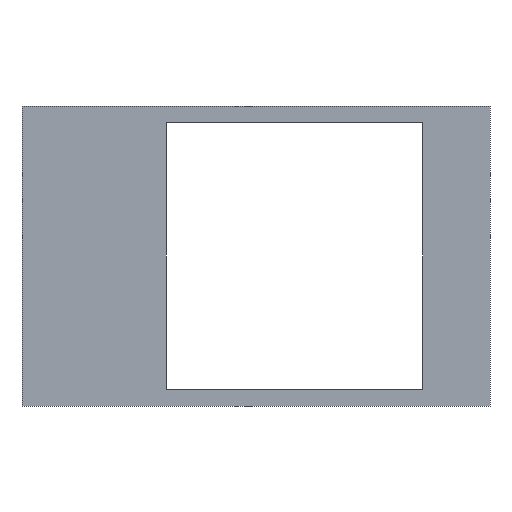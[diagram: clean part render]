
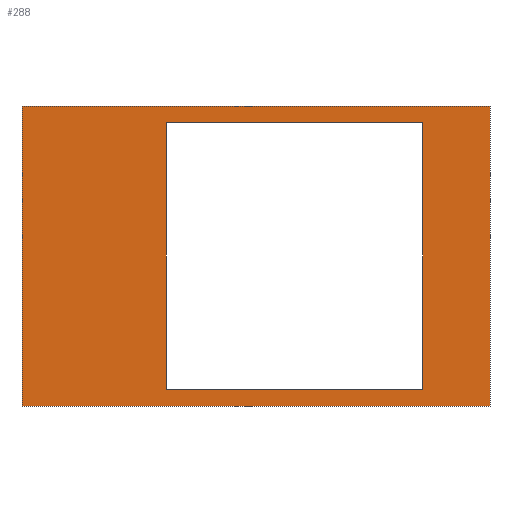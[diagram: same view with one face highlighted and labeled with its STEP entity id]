
A CAD part, front view. The second image highlights one B-rep face of the part: STEP entity #288.
In plain terms, the highlighted planar face has unit normal (0, -1, 0).
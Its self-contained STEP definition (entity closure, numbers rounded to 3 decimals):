
#21=FACE_BOUND('',#54,.T.);
#36=FACE_OUTER_BOUND('',#53,.T.);
#53=EDGE_LOOP('',(#251,#252,#253,#254));
#54=EDGE_LOOP('',(#255,#256,#257,#258));
#71=LINE('',#430,#107);
#74=LINE('',#435,#110);
#76=LINE('',#439,#112);
#78=LINE('',#442,#114);
#81=LINE('',#450,#117);
#83=LINE('',#454,#119);
#87=LINE('',#462,#123);
#90=LINE('',#466,#126);
#107=VECTOR('',#352,10.);
#110=VECTOR('',#357,10.);
#112=VECTOR('',#361,10.);
#114=VECTOR('',#365,10.);
#117=VECTOR('',#370,10.);
#119=VECTOR('',#374,10.);
#123=VECTOR('',#380,10.);
#126=VECTOR('',#385,10.);
#139=VERTEX_POINT('',#428);
#140=VERTEX_POINT('',#429);
#141=VERTEX_POINT('',#434);
#142=VERTEX_POINT('',#438);
#145=VERTEX_POINT('',#447);
#146=VERTEX_POINT('',#449);
#147=VERTEX_POINT('',#453);
#150=VERTEX_POINT('',#461);
#167=EDGE_CURVE('',#139,#140,#71,.T.);
#170=EDGE_CURVE('',#140,#141,#74,.T.);
#172=EDGE_CURVE('',#141,#142,#76,.T.);
#174=EDGE_CURVE('',#142,#139,#78,.T.);
#177=EDGE_CURVE('',#145,#146,#81,.T.);
#179=EDGE_CURVE('',#147,#146,#83,.T.);
#183=EDGE_CURVE('',#147,#150,#87,.T.);
#186=EDGE_CURVE('',#145,#150,#90,.T.);
#251=ORIENTED_EDGE('',*,*,#174,.T.);
#252=ORIENTED_EDGE('',*,*,#167,.T.);
#253=ORIENTED_EDGE('',*,*,#170,.T.);
#254=ORIENTED_EDGE('',*,*,#172,.T.);
#255=ORIENTED_EDGE('',*,*,#186,.T.);
#256=ORIENTED_EDGE('',*,*,#183,.F.);
#257=ORIENTED_EDGE('',*,*,#179,.T.);
#258=ORIENTED_EDGE('',*,*,#177,.F.);
#273=PLANE('',#318);
#288=ADVANCED_FACE('',(#36,#21),#273,.T.);
#318=AXIS2_PLACEMENT_3D('',#468,#388,#389);
#352=DIRECTION('',(1.,0.,0.));
#357=DIRECTION('',(0.,0.,1.));
#361=DIRECTION('',(-1.,0.,0.));
#365=DIRECTION('',(0.,0.,-1.));
#370=DIRECTION('',(0.,0.,1.));
#374=DIRECTION('',(1.,0.,0.));
#380=DIRECTION('',(0.,0.,-1.));
#385=DIRECTION('',(-1.,0.,0.));
#388=DIRECTION('center_axis',(0.,-1.,0.));
#389=DIRECTION('ref_axis',(0.,0.,-1.));
#428=CARTESIAN_POINT('',(-5.,-3.5,-5.));
#429=CARTESIAN_POINT('',(190.,-3.5,-5.));
#430=CARTESIAN_POINT('',(-5.,-3.5,-5.));
#434=CARTESIAN_POINT('',(190.,-3.5,120.));
#435=CARTESIAN_POINT('',(190.,-3.5,-5.));
#438=CARTESIAN_POINT('',(-5.,-3.5,120.));
#439=CARTESIAN_POINT('',(190.,-3.5,120.));
#442=CARTESIAN_POINT('',(-5.,-3.5,120.));
#447=CARTESIAN_POINT('',(162.,-3.5,2.));
#449=CARTESIAN_POINT('',(162.,-3.5,113.));
#450=CARTESIAN_POINT('',(162.,-3.5,2.));
#453=CARTESIAN_POINT('',(55.,-3.5,113.));
#454=CARTESIAN_POINT('',(183.,-3.5,113.));
#461=CARTESIAN_POINT('',(55.,-3.5,2.));
#462=CARTESIAN_POINT('',(55.,-3.5,113.));
#466=CARTESIAN_POINT('',(2.,-3.5,2.));
#468=CARTESIAN_POINT('Origin',(92.5,-3.5,57.5));
